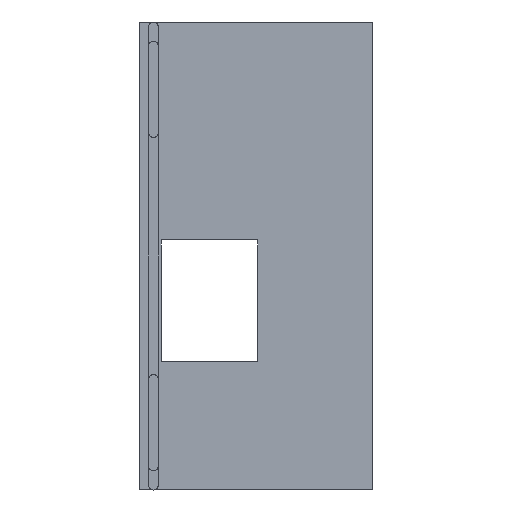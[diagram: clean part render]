
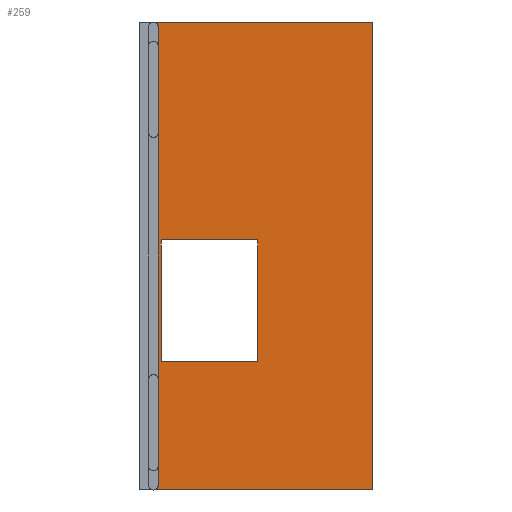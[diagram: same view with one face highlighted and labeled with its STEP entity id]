
A CAD part, left-side view. The second image highlights one B-rep face of the part: STEP entity #259.
In plain terms, the highlighted planar face has unit normal (-1, 0, 0).
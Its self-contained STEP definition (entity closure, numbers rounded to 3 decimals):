
#23 = EDGE_CURVE ( 'NONE', #445, #415, #212, .T. ) ;
#32 = DIRECTION ( 'NONE',  ( 0., 1., 0. ) ) ;
#75 = LINE ( 'NONE', #414, #760 ) ;
#88 = FACE_OUTER_BOUND ( 'NONE', #574, .T. ) ;
#102 = CARTESIAN_POINT ( 'NONE',  ( 97.994, 0., 0. ) ) ;
#176 = LINE ( 'NONE', #518, #698 ) ;
#192 = CARTESIAN_POINT ( 'NONE',  ( 97.994, -15.5, -24.107 ) ) ;
#212 = LINE ( 'NONE', #997, #836 ) ;
#220 = VERTEX_POINT ( 'NONE', #192 ) ;
#227 = DIRECTION ( 'NONE',  ( 0., 0., 1. ) ) ;
#228 = VERTEX_POINT ( 'NONE', #1065 ) ;
#229 = EDGE_CURVE ( 'NONE', #292, #220, #796, .T. ) ;
#230 = VERTEX_POINT ( 'NONE', #541 ) ;
#259 = ADVANCED_FACE ( 'NONE', ( #268, #88 ), #616, .F. ) ;
#268 = FACE_BOUND ( 'NONE', #656, .T. ) ;
#288 = DIRECTION ( 'NONE',  ( 0., -1., 0. ) ) ;
#292 = VERTEX_POINT ( 'NONE', #451 ) ;
#303 = DIRECTION ( 'NONE',  ( 0., 0., -1. ) ) ;
#349 = CARTESIAN_POINT ( 'NONE',  ( 97.994, 0.75, -44.107 ) ) ;
#380 = EDGE_CURVE ( 'NONE', #650, #230, #548, .T. ) ;
#388 = CARTESIAN_POINT ( 'NONE',  ( 97.994, 0., -43.357 ) ) ;
#393 = CARTESIAN_POINT ( 'NONE',  ( 97.994, -0.5, -5.107 ) ) ;
#400 = ORIENTED_EDGE ( 'NONE', *, *, #532, .T. ) ;
#414 = CARTESIAN_POINT ( 'NONE',  ( 97.994, -0.5, -5.107 ) ) ;
#415 = VERTEX_POINT ( 'NONE', #388 ) ;
#417 = VECTOR ( 'NONE', #1032, 1000. ) ;
#425 = AXIS2_PLACEMENT_3D ( 'NONE', #102, #886, #1083 ) ;
#428 = EDGE_CURVE ( 'NONE', #809, #292, #1105, .T. ) ;
#445 = VERTEX_POINT ( 'NONE', #564 ) ;
#451 = CARTESIAN_POINT ( 'NONE',  ( 97.994, -15.5, -5.107 ) ) ;
#464 = VECTOR ( 'NONE', #629, 1000. ) ;
#485 = VECTOR ( 'NONE', #288, 1000. ) ;
#487 = LINE ( 'NONE', #902, #1116 ) ;
#510 = CARTESIAN_POINT ( 'NONE',  ( 97.994, 0.75, -43.357 ) ) ;
#518 = CARTESIAN_POINT ( 'NONE',  ( 97.994, 3., 28.893 ) ) ;
#532 = EDGE_CURVE ( 'NONE', #228, #809, #75, .T. ) ;
#541 = CARTESIAN_POINT ( 'NONE',  ( 97.994, -33.5, -44.107 ) ) ;
#548 = LINE ( 'NONE', #829, #838 ) ;
#564 = CARTESIAN_POINT ( 'NONE',  ( 97.994, 0., 28.143 ) ) ;
#574 = EDGE_LOOP ( 'NONE', ( #828, #903, #691, #1139, #985, #686 ) ) ;
#583 = DIRECTION ( 'NONE',  ( 0., 0., -1. ) ) ;
#590 = EDGE_CURVE ( 'NONE', #415, #1110, #789, .T. ) ;
#616 = PLANE ( 'NONE',  #425 ) ;
#629 = DIRECTION ( 'NONE',  ( 0., 0., -1. ) ) ;
#639 = CARTESIAN_POINT ( 'NONE',  ( 97.994, -0.5, -5.107 ) ) ;
#650 = VERTEX_POINT ( 'NONE', #873 ) ;
#656 = EDGE_LOOP ( 'NONE', ( #400, #992, #716, #736 ) ) ;
#677 = CARTESIAN_POINT ( 'NONE',  ( 97.994, -0.5, -24.107 ) ) ;
#686 = ORIENTED_EDGE ( 'NONE', *, *, #380, .F. ) ;
#691 = ORIENTED_EDGE ( 'NONE', *, *, #23, .T. ) ;
#695 = DIRECTION ( 'NONE',  ( 0., -1., 0. ) ) ;
#696 = DIRECTION ( 'NONE',  ( 1., 0., 0. ) ) ;
#698 = VECTOR ( 'NONE', #695, 1000. ) ;
#711 = EDGE_CURVE ( 'NONE', #866, #445, #792, .T. ) ;
#716 = ORIENTED_EDGE ( 'NONE', *, *, #229, .T. ) ;
#732 = CARTESIAN_POINT ( 'NONE',  ( 97.994, 0.75, 28.893 ) ) ;
#736 = ORIENTED_EDGE ( 'NONE', *, *, #1058, .T. ) ;
#760 = VECTOR ( 'NONE', #227, 1000. ) ;
#773 = DIRECTION ( 'NONE',  ( 1., 0., 0. ) ) ;
#788 = CARTESIAN_POINT ( 'NONE',  ( 97.994, 0.75, 28.143 ) ) ;
#789 = CIRCLE ( 'NONE', #898, 0.75 ) ;
#792 = CIRCLE ( 'NONE', #900, 0.75 ) ;
#796 = LINE ( 'NONE', #1061, #464 ) ;
#803 = DIRECTION ( 'NONE',  ( 0., 0., -1. ) ) ;
#809 = VERTEX_POINT ( 'NONE', #639 ) ;
#810 = EDGE_CURVE ( 'NONE', #230, #1110, #487, .T. ) ;
#828 = ORIENTED_EDGE ( 'NONE', *, *, #1090, .F. ) ;
#829 = CARTESIAN_POINT ( 'NONE',  ( 97.994, -33.5, 28.893 ) ) ;
#836 = VECTOR ( 'NONE', #1100, 1000. ) ;
#838 = VECTOR ( 'NONE', #303, 1000. ) ;
#866 = VERTEX_POINT ( 'NONE', #732 ) ;
#873 = CARTESIAN_POINT ( 'NONE',  ( 97.994, -33.5, 28.893 ) ) ;
#886 = DIRECTION ( 'NONE',  ( 1., 0., 0. ) ) ;
#898 = AXIS2_PLACEMENT_3D ( 'NONE', #510, #773, #583 ) ;
#900 = AXIS2_PLACEMENT_3D ( 'NONE', #788, #696, #803 ) ;
#902 = CARTESIAN_POINT ( 'NONE',  ( 97.994, 3., -44.107 ) ) ;
#903 = ORIENTED_EDGE ( 'NONE', *, *, #711, .T. ) ;
#985 = ORIENTED_EDGE ( 'NONE', *, *, #810, .F. ) ;
#992 = ORIENTED_EDGE ( 'NONE', *, *, #428, .T. ) ;
#997 = CARTESIAN_POINT ( 'NONE',  ( 97.994, 0., -44.107 ) ) ;
#1032 = DIRECTION ( 'NONE',  ( 0., 1., 0. ) ) ;
#1058 = EDGE_CURVE ( 'NONE', #220, #228, #1117, .T. ) ;
#1061 = CARTESIAN_POINT ( 'NONE',  ( 97.994, -15.5, -5.107 ) ) ;
#1065 = CARTESIAN_POINT ( 'NONE',  ( 97.994, -0.5, -24.107 ) ) ;
#1083 = DIRECTION ( 'NONE',  ( 0., 0., -1. ) ) ;
#1090 = EDGE_CURVE ( 'NONE', #866, #650, #176, .T. ) ;
#1100 = DIRECTION ( 'NONE',  ( 0., 0., -1. ) ) ;
#1105 = LINE ( 'NONE', #393, #485 ) ;
#1110 = VERTEX_POINT ( 'NONE', #349 ) ;
#1116 = VECTOR ( 'NONE', #32, 1000. ) ;
#1117 = LINE ( 'NONE', #677, #417 ) ;
#1139 = ORIENTED_EDGE ( 'NONE', *, *, #590, .T. ) ;
